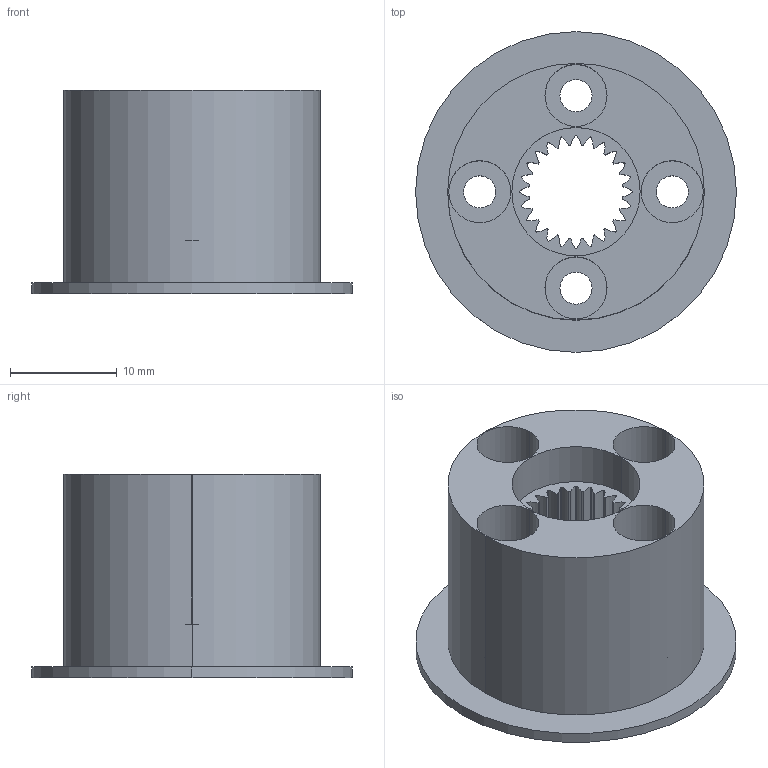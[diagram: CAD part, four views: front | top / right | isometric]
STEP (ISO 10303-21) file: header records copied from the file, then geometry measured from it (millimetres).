
FILE_DESCRIPTION (( 'STEP AP203' ), '1' );
FILE_NAME ('oberarm_achse unten_V2.STEP', '2025-11-01T09:28:55', ( '' ), ( '' ), 'SwSTEP 2.0', 'SolidWorks 2024', '' );
FILE_SCHEMA (( 'CONFIG_CONTROL_DESIGN' ));
Length unit declared in the file: millimetre
Products named in the file (3): internal spur gear_din_DIN - Internal spur gear 0.4M 24T 20PA 10FW ---S24S12OD 1AF; achse_motor; oberarm_achse unten_V2
Assembly tree (2 placements, depth 2):
  oberarm_achse unten_V2
    achse_motor
    internal spur gear_din_DIN - Internal spur gear 0.4M 24T 20PA 10FW ---S24S12OD 1AF
Bounding box: 30 x 30 x 19 mm (x, y, z)
Volume: 5469.2 mm3; surface area: 5526.3 mm2
Topology: 2 solids, 2 shells, 134 faces, 375 edges, 250 vertices
Faces by surface type: cylinder 125, plane 9
Entity records: 4798 total; most frequent: DIRECTION 903, CARTESIAN_POINT 764, ORIENTED_EDGE 750, AXIS2_PLACEMENT_3D 389, EDGE_CURVE 375, VERTEX_POINT 250, CIRCLE 250, EDGE_LOOP 151
